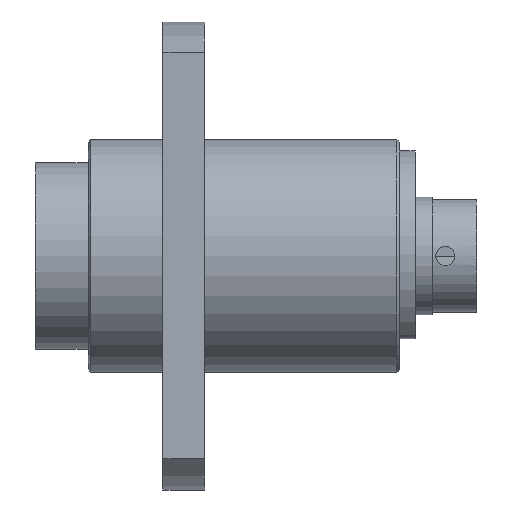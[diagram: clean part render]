
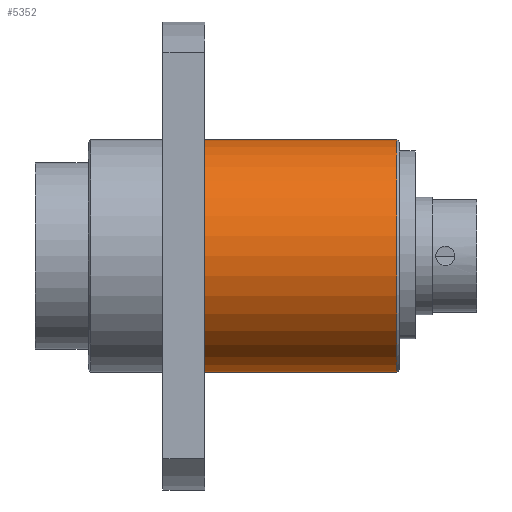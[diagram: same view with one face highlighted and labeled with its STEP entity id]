
A CAD part, top view. The second image highlights one B-rep face of the part: STEP entity #5352.
In plain terms, the highlighted cylindrical face has radius 4.75 mm (diameter 9.5 mm), a partial arc.
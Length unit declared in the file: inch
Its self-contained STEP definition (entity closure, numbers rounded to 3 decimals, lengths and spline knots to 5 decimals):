
#28 = DIRECTION ( 'NONE',  ( -1., 0., 0. ) ) ;
#536 = CARTESIAN_POINT ( 'NONE',  ( -0.03543, -0.18701, 0. ) ) ;
#996 = CARTESIAN_POINT ( 'NONE',  ( 0.27165, 0., 0.18701 ) ) ;
#1239 = ORIENTED_EDGE ( 'NONE', *, *, #3767, .T. ) ;
#1992 = EDGE_CURVE ( 'NONE', #15267, #2715, #5151, .T. ) ;
#2104 = AXIS2_PLACEMENT_3D ( 'NONE', #11923, #9261, #3175 ) ;
#2220 = CARTESIAN_POINT ( 'NONE',  ( 0.58071, 0.18701, 0. ) ) ;
#2715 = VERTEX_POINT ( 'NONE', #2220 ) ;
#2809 = ORIENTED_EDGE ( 'NONE', *, *, #1992, .T. ) ;
#3175 = DIRECTION ( 'NONE',  ( 0., -1., 0. ) ) ;
#3273 = DIRECTION ( 'NONE',  ( 1., 0., 0. ) ) ;
#3629 = ORIENTED_EDGE ( 'NONE', *, *, #4203, .T. ) ;
#3767 = EDGE_CURVE ( 'NONE', #6261, #15267, #10572, .T. ) ;
#4091 = CARTESIAN_POINT ( 'NONE',  ( 0.27165, -0.18701, 0. ) ) ;
#4201 = CARTESIAN_POINT ( 'NONE',  ( 0.27165, 0.18701, 0. ) ) ;
#4203 = EDGE_CURVE ( 'NONE', #14908, #6261, #8785, .T. ) ;
#4253 = DIRECTION ( 'NONE',  ( 1., 0., 0. ) ) ;
#4659 = VECTOR ( 'NONE', #3273, 39.37008 ) ;
#4920 = DIRECTION ( 'NONE',  ( 0., 0., 1. ) ) ;
#5151 = CIRCLE ( 'NONE', #14649, 0.18701 ) ;
#5244 = DIRECTION ( 'NONE',  ( 1., 0., 0. ) ) ;
#5352 = ADVANCED_FACE ( 'NONE', ( #10474 ), #14087, .T. ) ;
#6261 = VERTEX_POINT ( 'NONE', #4091 ) ;
#6427 = VECTOR ( 'NONE', #5244, 39.37008 ) ;
#6842 = DIRECTION ( 'NONE',  ( 1., 0., 0. ) ) ;
#8785 = CIRCLE ( 'NONE', #13916, 0.18701 ) ;
#9261 = DIRECTION ( 'NONE',  ( 1., 0., 0. ) ) ;
#10259 = VERTEX_POINT ( 'NONE', #4201 ) ;
#10287 = CARTESIAN_POINT ( 'NONE',  ( -0.03543, 0.18701, 0. ) ) ;
#10298 = DIRECTION ( 'NONE',  ( 0., 0., 1. ) ) ;
#10474 = FACE_OUTER_BOUND ( 'NONE', #15142, .T. ) ;
#10572 = LINE ( 'NONE', #536, #4659 ) ;
#11012 = CARTESIAN_POINT ( 'NONE',  ( 0.58071, 0., 0. ) ) ;
#11422 = LINE ( 'NONE', #10287, #6427 ) ;
#11652 = CARTESIAN_POINT ( 'NONE',  ( 0.58071, -0.18701, 0. ) ) ;
#11923 = CARTESIAN_POINT ( 'NONE',  ( -0.03543, 0., 0. ) ) ;
#12029 = EDGE_CURVE ( 'NONE', #10259, #14908, #12693, .T. ) ;
#12693 = CIRCLE ( 'NONE', #15258, 0.18701 ) ;
#12715 = CARTESIAN_POINT ( 'NONE',  ( 0.27165, 0., 0. ) ) ;
#13916 = AXIS2_PLACEMENT_3D ( 'NONE', #12715, #6842, #10298 ) ;
#14033 = DIRECTION ( 'NONE',  ( 0., 0., 1. ) ) ;
#14087 = CYLINDRICAL_SURFACE ( 'NONE', #2104, 0.18701 ) ;
#14579 = EDGE_CURVE ( 'NONE', #10259, #2715, #11422, .T. ) ;
#14649 = AXIS2_PLACEMENT_3D ( 'NONE', #11012, #28, #4920 ) ;
#14724 = ORIENTED_EDGE ( 'NONE', *, *, #14579, .F. ) ;
#14908 = VERTEX_POINT ( 'NONE', #996 ) ;
#15142 = EDGE_LOOP ( 'NONE', ( #14724, #15581, #3629, #1239, #2809 ) ) ;
#15244 = CARTESIAN_POINT ( 'NONE',  ( 0.27165, 0., 0. ) ) ;
#15258 = AXIS2_PLACEMENT_3D ( 'NONE', #15244, #4253, #14033 ) ;
#15267 = VERTEX_POINT ( 'NONE', #11652 ) ;
#15581 = ORIENTED_EDGE ( 'NONE', *, *, #12029, .T. ) ;
